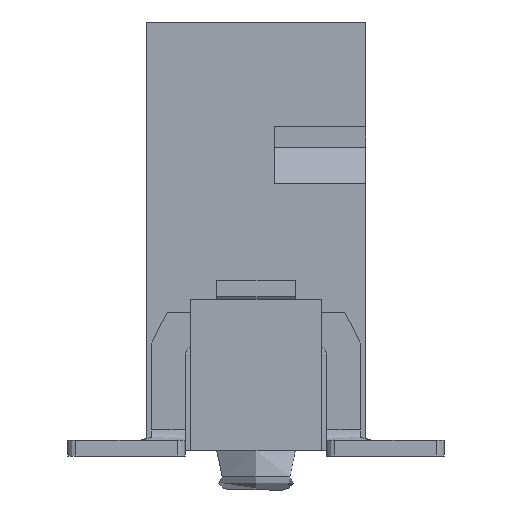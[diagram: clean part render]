
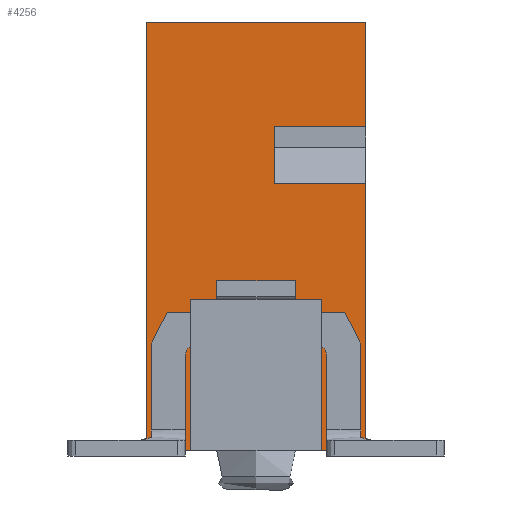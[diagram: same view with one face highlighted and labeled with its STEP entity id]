
A CAD part, left-side view. The second image highlights one B-rep face of the part: STEP entity #4256.
In plain terms, the highlighted planar face has unit normal (-1, 0, 0).
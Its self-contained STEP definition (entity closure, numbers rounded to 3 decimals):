
#35=CARTESIAN_POINT('',(-11.525,-1.1,-1.475));
#36=VERTEX_POINT('',#35);
#53=CARTESIAN_POINT('',(-11.525,-1.1,-1.825));
#54=VERTEX_POINT('',#53);
#61=CARTESIAN_POINT('',(-11.525,-1.1,-1.475));
#62=DIRECTION('',(0.,0.,-1.));
#63=VECTOR('',#62,0.35);
#64=LINE('',#61,#63);
#65=EDGE_CURVE('',#36,#54,#64,.T.);
#1995=CARTESIAN_POINT('',(-11.525,1.146,-1.475));
#1996=VERTEX_POINT('',#1995);
#2003=CARTESIAN_POINT('',(-11.525,1.146,-1.871));
#2004=VERTEX_POINT('',#2003);
#2005=CARTESIAN_POINT('',(-11.525,1.146,-1.871));
#2006=DIRECTION('',(0.,0.,1.));
#2007=VECTOR('',#2006,0.396);
#2008=LINE('',#2005,#2007);
#2009=EDGE_CURVE('',#2004,#1996,#2008,.T.);
#2930=CARTESIAN_POINT('',(-11.525,1.146,-1.475));
#2931=DIRECTION('',(0.,-1.,0.));
#2932=VECTOR('',#2931,2.246);
#2933=LINE('',#2930,#2932);
#2934=EDGE_CURVE('',#1996,#36,#2933,.T.);
#4132=CARTESIAN_POINT('',(-11.525,-1.25,-1.975));
#4133=VERTEX_POINT('',#4132);
#4134=CARTESIAN_POINT('',(-11.525,-1.1,-1.825));
#4135=DIRECTION('',(0.,-0.707,-0.707));
#4136=VECTOR('',#4135,0.212);
#4137=LINE('',#4134,#4136);
#4138=EDGE_CURVE('',#54,#4133,#4137,.T.);
#4151=CARTESIAN_POINT('',(-11.525,0.,0.375));
#4152=DIRECTION('',(0.,0.,1.));
#4153=DIRECTION('',(-1.,0.,0.));
#4154=AXIS2_PLACEMENT_3D('',#4151,#4153,#4152);
#4155=PLANE('',#4154);
#4156=ORIENTED_EDGE('',*,*,#4138,.T.);
#4157=CARTESIAN_POINT('',(-11.525,-1.25,-3.725));
#4158=VERTEX_POINT('',#4157);
#4159=CARTESIAN_POINT('',(-11.525,-1.25,-1.975));
#4160=DIRECTION('',(0.,0.,-1.));
#4161=VECTOR('',#4160,1.75);
#4162=LINE('',#4159,#4161);
#4163=EDGE_CURVE('',#4133,#4158,#4162,.T.);
#4164=ORIENTED_EDGE('',*,*,#4163,.T.);
#4165=CARTESIAN_POINT('',(-11.525,-2.1,-3.725));
#4166=VERTEX_POINT('',#4165);
#4167=CARTESIAN_POINT('',(-11.525,-2.1,-3.725));
#4168=DIRECTION('',(0.,1.,0.));
#4169=VECTOR('',#4168,0.85);
#4170=LINE('',#4167,#4169);
#4171=EDGE_CURVE('',#4166,#4158,#4170,.T.);
#4172=ORIENTED_EDGE('',*,*,#4171,.F.);
#4173=CARTESIAN_POINT('',(-11.525,-2.1,1.382));
#4174=VERTEX_POINT('',#4173);
#4175=CARTESIAN_POINT('',(-11.525,-2.1,-3.725));
#4176=DIRECTION('',(0.,0.,1.));
#4177=VECTOR('',#4176,5.107);
#4178=LINE('',#4175,#4177);
#4179=EDGE_CURVE('',#4166,#4174,#4178,.T.);
#4180=ORIENTED_EDGE('',*,*,#4179,.T.);
#4181=CARTESIAN_POINT('',(-11.525,-0.35,1.382));
#4182=VERTEX_POINT('',#4181);
#4183=CARTESIAN_POINT('',(-11.525,-2.1,1.382));
#4184=DIRECTION('',(0.,1.,0.));
#4185=VECTOR('',#4184,1.75);
#4186=LINE('',#4183,#4185);
#4187=EDGE_CURVE('',#4174,#4182,#4186,.T.);
#4188=ORIENTED_EDGE('',*,*,#4187,.T.);
#4189=CARTESIAN_POINT('',(-11.525,-0.35,2.475));
#4190=VERTEX_POINT('',#4189);
#4191=CARTESIAN_POINT('',(-11.525,-0.35,1.382));
#4192=DIRECTION('',(0.,0.,1.));
#4193=VECTOR('',#4192,1.093);
#4194=LINE('',#4191,#4193);
#4195=EDGE_CURVE('',#4182,#4190,#4194,.T.);
#4196=ORIENTED_EDGE('',*,*,#4195,.T.);
#4197=CARTESIAN_POINT('',(-11.525,-2.1,2.475));
#4198=VERTEX_POINT('',#4197);
#4199=CARTESIAN_POINT('',(-11.525,-0.35,2.475));
#4200=DIRECTION('',(0.,-1.,0.));
#4201=VECTOR('',#4200,1.75);
#4202=LINE('',#4199,#4201);
#4203=EDGE_CURVE('',#4190,#4198,#4202,.T.);
#4204=ORIENTED_EDGE('',*,*,#4203,.T.);
#4205=CARTESIAN_POINT('',(-11.525,-2.1,4.475));
#4206=VERTEX_POINT('',#4205);
#4207=CARTESIAN_POINT('',(-11.525,-2.1,2.475));
#4208=DIRECTION('',(0.,0.,1.));
#4209=VECTOR('',#4208,2.);
#4210=LINE('',#4207,#4209);
#4211=EDGE_CURVE('',#4198,#4206,#4210,.T.);
#4212=ORIENTED_EDGE('',*,*,#4211,.T.);
#4213=CARTESIAN_POINT('',(-11.525,2.1,4.475));
#4214=VERTEX_POINT('',#4213);
#4215=CARTESIAN_POINT('',(-11.525,2.1,4.475));
#4216=DIRECTION('',(0.,-1.,0.));
#4217=VECTOR('',#4216,4.2);
#4218=LINE('',#4215,#4217);
#4219=EDGE_CURVE('',#4214,#4206,#4218,.T.);
#4220=ORIENTED_EDGE('',*,*,#4219,.F.);
#4221=CARTESIAN_POINT('',(-11.525,2.1,-3.725));
#4222=VERTEX_POINT('',#4221);
#4223=CARTESIAN_POINT('',(-11.525,2.1,-3.725));
#4224=DIRECTION('',(0.,0.,1.));
#4225=VECTOR('',#4224,8.2);
#4226=LINE('',#4223,#4225);
#4227=EDGE_CURVE('',#4222,#4214,#4226,.T.);
#4228=ORIENTED_EDGE('',*,*,#4227,.F.);
#4229=CARTESIAN_POINT('',(-11.525,1.25,-3.725));
#4230=VERTEX_POINT('',#4229);
#4231=CARTESIAN_POINT('',(-11.525,1.25,-3.725));
#4232=DIRECTION('',(0.,1.,0.));
#4233=VECTOR('',#4232,0.85);
#4234=LINE('',#4231,#4233);
#4235=EDGE_CURVE('',#4230,#4222,#4234,.T.);
#4236=ORIENTED_EDGE('',*,*,#4235,.F.);
#4237=CARTESIAN_POINT('',(-11.525,1.25,-1.975));
#4238=VERTEX_POINT('',#4237);
#4239=CARTESIAN_POINT('',(-11.525,1.25,-3.725));
#4240=DIRECTION('',(0.,0.,1.));
#4241=VECTOR('',#4240,1.75);
#4242=LINE('',#4239,#4241);
#4243=EDGE_CURVE('',#4230,#4238,#4242,.T.);
#4244=ORIENTED_EDGE('',*,*,#4243,.T.);
#4245=CARTESIAN_POINT('',(-11.525,1.25,-1.975));
#4246=DIRECTION('',(0.,-0.707,0.707));
#4247=VECTOR('',#4246,0.147);
#4248=LINE('',#4245,#4247);
#4249=EDGE_CURVE('',#4238,#2004,#4248,.T.);
#4250=ORIENTED_EDGE('',*,*,#4249,.T.);
#4251=ORIENTED_EDGE('',*,*,#2009,.T.);
#4252=ORIENTED_EDGE('',*,*,#2934,.T.);
#4253=ORIENTED_EDGE('',*,*,#65,.T.);
#4254=EDGE_LOOP('',(#4156,#4164,#4172,#4180,#4188,#4196,#4204,#4212,#4220,#4228,#4236,#4244,#4250,#4251,#4252,#4253));
#4255=FACE_OUTER_BOUND('',#4254,.T.);
#4256=ADVANCED_FACE('',(#4255),#4155,.T.);
